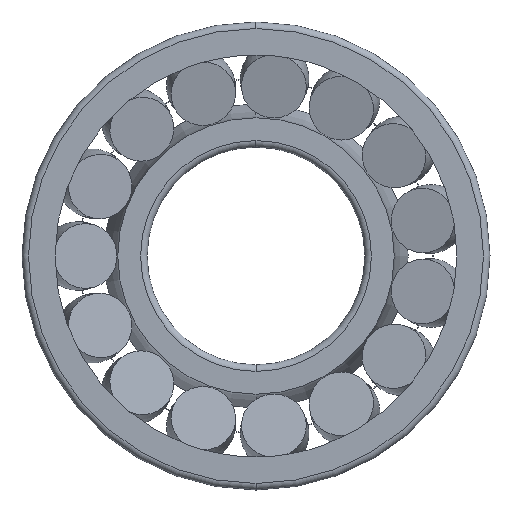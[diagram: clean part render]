
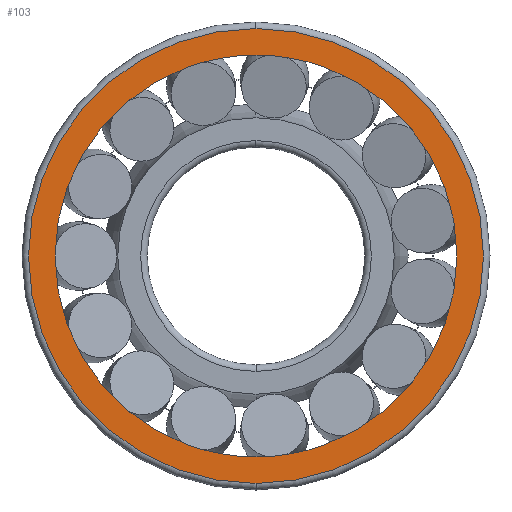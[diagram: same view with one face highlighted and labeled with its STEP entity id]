
A CAD part, left-side view. The second image highlights one B-rep face of the part: STEP entity #103.
In plain terms, the highlighted planar face has unit normal (-1, 0, 0).
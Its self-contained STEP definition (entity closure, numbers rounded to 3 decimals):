
#103=ADVANCED_FACE('',(#355,#356),#357,.T.);
#355=FACE_OUTER_BOUND('',#848,.T.);
#356=FACE_BOUND('',#849,.T.);
#357=PLANE('',#850);
#848=EDGE_LOOP('',(#1548,#1549,#1550));
#849=EDGE_LOOP('',(#1551,#1552,#1553));
#850=AXIS2_PLACEMENT_3D('',#1554,#1555,#1556);
#1548=ORIENTED_EDGE('',*,*,#3116,.F.);
#1549=ORIENTED_EDGE('',*,*,#3115,.F.);
#1550=ORIENTED_EDGE('',*,*,#3143,.F.);
#1551=ORIENTED_EDGE('',*,*,#3147,.T.);
#1552=ORIENTED_EDGE('',*,*,#3098,.T.);
#1553=ORIENTED_EDGE('',*,*,#3148,.T.);
#1554=CARTESIAN_POINT('',(0.0,98.397,0.0));
#1555=DIRECTION('',(-1.0,0.,0.0));
#1556=DIRECTION('',(0.,-1.0,0.0));
#3098=EDGE_CURVE('',#3700,#3697,#3701,.T.);
#3115=EDGE_CURVE('',#3731,#3734,#3735,.T.);
#3116=EDGE_CURVE('',#3734,#3736,#3737,.T.);
#3143=EDGE_CURVE('',#3736,#3731,#3774,.T.);
#3147=EDGE_CURVE('',#3779,#3700,#3780,.T.);
#3148=EDGE_CURVE('',#3697,#3779,#3781,.T.);
#3697=VERTEX_POINT('',#4694);
#3700=VERTEX_POINT('',#4697);
#3701=CIRCLE('',#4698,92.294);
#3731=VERTEX_POINT('',#4730);
#3734=VERTEX_POINT('',#4733);
#3735=CIRCLE('',#4734,104.5);
#3736=VERTEX_POINT('',#4735);
#3737=CIRCLE('',#4736,104.5);
#3774=CIRCLE('',#4849,104.5);
#3779=VERTEX_POINT('',#4854);
#3780=CIRCLE('',#4855,92.294);
#3781=CIRCLE('',#4856,92.294);
#4694=CARTESIAN_POINT('',(0.,0.,-92.294));
#4697=CARTESIAN_POINT('',(0.,0.,92.294));
#4698=AXIS2_PLACEMENT_3D('',#9604,#9605,#9606);
#4730=CARTESIAN_POINT('',(0.0,0.,-104.5));
#4733=CARTESIAN_POINT('',(0.0,104.5,0.0));
#4734=AXIS2_PLACEMENT_3D('',#9651,#9652,#9653);
#4735=CARTESIAN_POINT('',(0.0,0.,104.5));
#4736=AXIS2_PLACEMENT_3D('',#9654,#9655,#9656);
#4849=AXIS2_PLACEMENT_3D('',#9708,#9709,#9710);
#4854=CARTESIAN_POINT('',(0.,92.294,0.0));
#4855=AXIS2_PLACEMENT_3D('',#9720,#9721,#9722);
#4856=AXIS2_PLACEMENT_3D('',#9723,#9724,#9725);
#9604=CARTESIAN_POINT('',(0.,0.0,0.0));
#9605=DIRECTION('',(1.0,0.0,0.0));
#9606=DIRECTION('',(0.0,1.0,0.0));
#9651=CARTESIAN_POINT('',(0.0,0.0,0.0));
#9652=DIRECTION('',(1.0,0.0,0.0));
#9653=DIRECTION('',(0.0,1.0,0.0));
#9654=CARTESIAN_POINT('',(0.0,0.0,0.0));
#9655=DIRECTION('',(1.0,0.0,0.0));
#9656=DIRECTION('',(0.0,1.0,0.0));
#9708=CARTESIAN_POINT('',(0.0,0.0,0.0));
#9709=DIRECTION('',(1.0,0.0,0.0));
#9710=DIRECTION('',(0.0,1.0,0.0));
#9720=CARTESIAN_POINT('',(0.,0.0,0.0));
#9721=DIRECTION('',(1.0,0.0,0.0));
#9722=DIRECTION('',(0.0,1.0,0.0));
#9723=CARTESIAN_POINT('',(0.,0.0,0.0));
#9724=DIRECTION('',(1.0,0.0,0.0));
#9725=DIRECTION('',(0.0,1.0,0.0));
